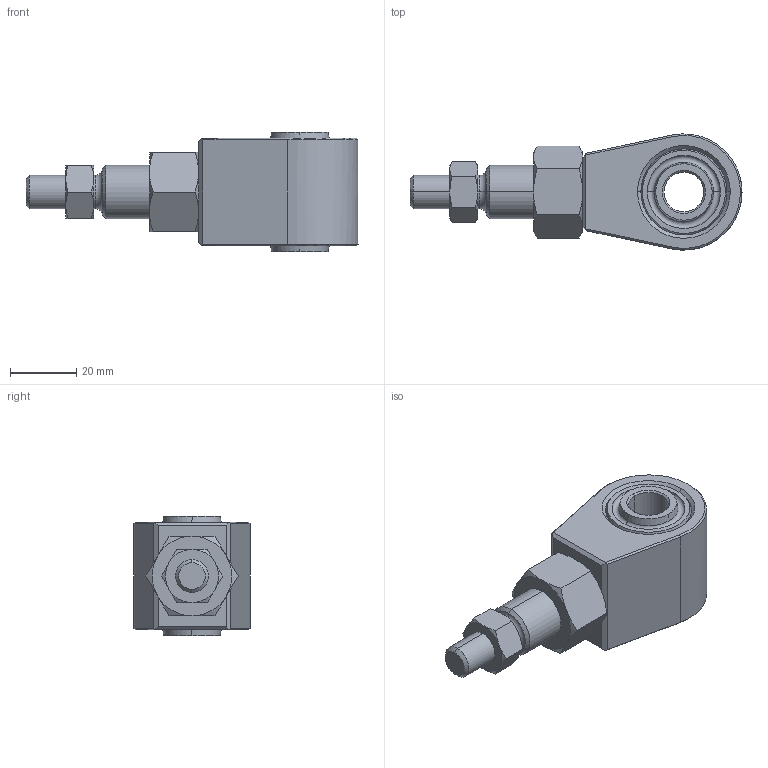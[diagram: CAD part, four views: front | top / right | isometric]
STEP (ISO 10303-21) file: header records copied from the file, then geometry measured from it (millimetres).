
FILE_DESCRIPTION (( 'STEP AP214' ), '1' );
FILE_NAME ('Flexilink M16-M10 # 83328503.STEP', '2021-07-02T13:48:35', ( '' ), ( '' ), 'SwSTEP 2.0', 'SolidWorks 2015', '' );
FILE_SCHEMA (( 'AUTOMOTIVE_DESIGN' ));
Length unit declared in the file: millimetre
Products named in the file (1): Flexilink M16-M10 # 83328503
Bounding box: 100 x 34.97 x 36 mm (x, y, z)
Volume: 55705.5 mm3; surface area: 29322.6 mm2
Topology: 7 solids, 7 shells, 129 faces, 276 edges, 158 vertices
Faces by surface type: cone 57, plane 35, cylinder 29, torus 6, bspline 2
Entity records: 4137 total; most frequent: CARTESIAN_POINT 1233, DIRECTION 594, ORIENTED_EDGE 552, EDGE_CURVE 276, AXIS2_PLACEMENT_3D 244, VERTEX_POINT 158, EDGE_LOOP 140, FACE_OUTER_BOUND 129
